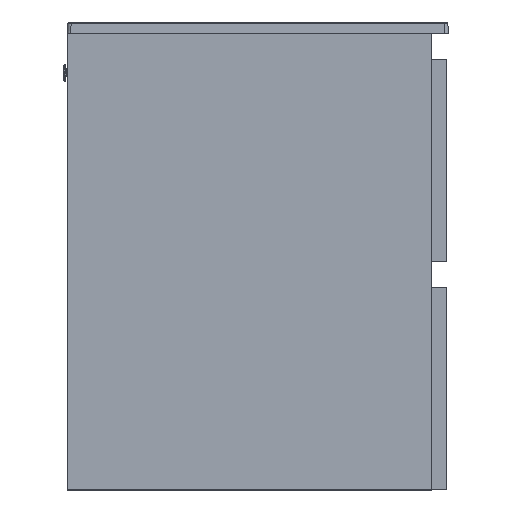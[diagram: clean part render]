
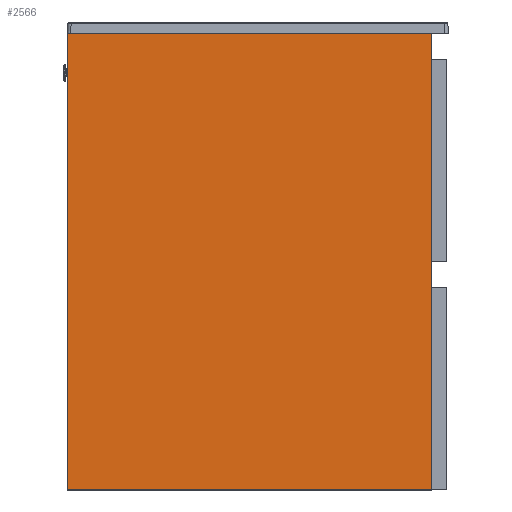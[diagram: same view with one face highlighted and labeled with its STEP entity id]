
A CAD part, left-side view. The second image highlights one B-rep face of the part: STEP entity #2566.
In plain terms, the highlighted planar face has unit normal (-1, 0, 0).
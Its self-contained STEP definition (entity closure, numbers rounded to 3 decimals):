
#2566=ADVANCED_FACE('',(#4868),#37436,.T.);
#4868=FACE_OUTER_BOUND('',#7371,.T.);
#7371=EDGE_LOOP('',(#19548,#19549,#19550,#19551));
#19548=ORIENTED_EDGE('',*,*,#25654,.T.);
#19549=ORIENTED_EDGE('',*,*,#25647,.T.);
#19550=ORIENTED_EDGE('',*,*,#25655,.F.);
#19551=ORIENTED_EDGE('',*,*,#25652,.F.);
#25647=EDGE_CURVE('',#35671,#35674,#30568,.T.);
#25652=EDGE_CURVE('',#35677,#35678,#30573,.T.);
#25654=EDGE_CURVE('',#35677,#35671,#30575,.T.);
#25655=EDGE_CURVE('',#35678,#35674,#30576,.T.);
#30568=B_SPLINE_CURVE_WITH_KNOTS('',1,(#108806,#108807),.UNSPECIFIED.,.F.,
 .F.,(2,2),(0.,2950.),.UNSPECIFIED.);
#30573=B_SPLINE_CURVE_WITH_KNOTS('',1,(#108816,#108817),.UNSPECIFIED.,.F.,
 .F.,(2,2),(0.,2950.),.UNSPECIFIED.);
#30575=B_SPLINE_CURVE_WITH_KNOTS('',1,(#108820,#108821),.UNSPECIFIED.,.F.,
 .F.,(2,2),(1740.,2320.),.UNSPECIFIED.);
#30576=B_SPLINE_CURVE_WITH_KNOTS('',1,(#108822,#108823),.UNSPECIFIED.,.F.,
 .F.,(2,2),(1740.,2320.),.UNSPECIFIED.);
#35671=VERTEX_POINT('',#108792);
#35674=VERTEX_POINT('',#108795);
#35677=VERTEX_POINT('',#108798);
#35678=VERTEX_POINT('',#108799);
#37436=PLANE('',#40017);
#40017=AXIS2_PLACEMENT_3D('',#108789,#41973,$);
#41973=DIRECTION('',(-1.,0.,0.));
#108789=CARTESIAN_POINT('',(-499.5,225.244,242.));
#108792=CARTESIAN_POINT('',(-499.5,-205.756,242.));
#108795=CARTESIAN_POINT('',(-499.5,-205.756,782.));
#108798=CARTESIAN_POINT('',(-499.5,225.244,242.));
#108799=CARTESIAN_POINT('',(-499.5,225.244,782.));
#108806=CARTESIAN_POINT('',(-499.5,-205.756,242.));
#108807=CARTESIAN_POINT('',(-499.5,-205.756,782.));
#108816=CARTESIAN_POINT('',(-499.5,225.244,242.));
#108817=CARTESIAN_POINT('',(-499.5,225.244,782.));
#108820=CARTESIAN_POINT('',(-499.5,225.244,242.));
#108821=CARTESIAN_POINT('',(-499.5,-205.756,242.));
#108822=CARTESIAN_POINT('',(-499.5,225.244,782.));
#108823=CARTESIAN_POINT('',(-499.5,-205.756,782.));
